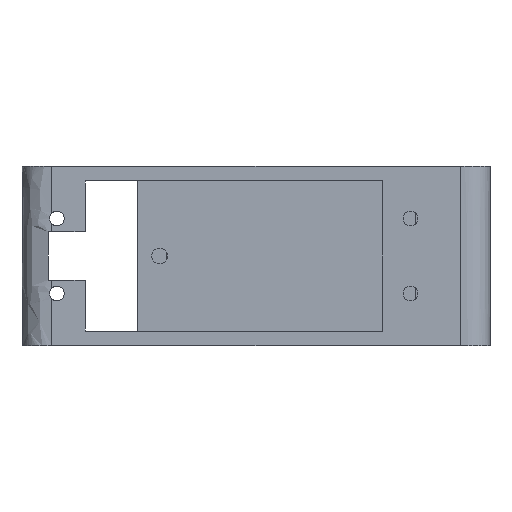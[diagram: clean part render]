
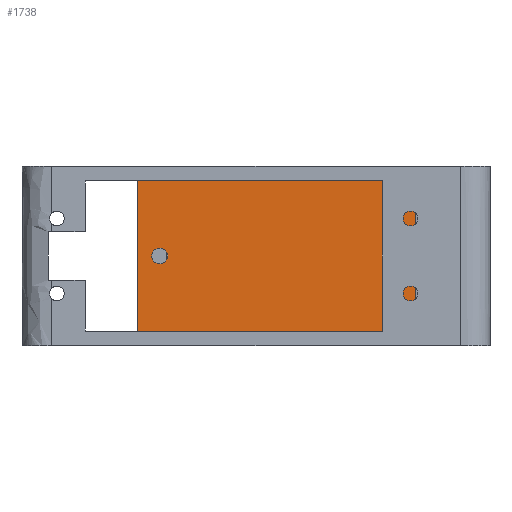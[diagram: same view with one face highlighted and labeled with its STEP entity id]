
A CAD part, front view. The second image highlights one B-rep face of the part: STEP entity #1738.
In plain terms, the highlighted planar face has unit normal (0, -1, 0).
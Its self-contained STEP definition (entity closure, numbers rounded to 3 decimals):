
#25=FACE_BOUND('',#229,.T.);
#42=CIRCLE('',#1843,1.075);
#58=PLANE('',#1842);
#138=FACE_OUTER_BOUND('',#228,.T.);
#228=EDGE_LOOP('',(#1295,#1296,#1297,#1298));
#229=EDGE_LOOP('',(#1299));
#323=LINE('',#2571,#543);
#343=LINE('',#2747,#563);
#351=LINE('',#2998,#571);
#353=LINE('',#3001,#573);
#543=VECTOR('',#1941,10.);
#563=VECTOR('',#1979,10.);
#571=VECTOR('',#1993,10.);
#573=VECTOR('',#1997,10.);
#789=VERTEX_POINT('',#2547);
#790=VERTEX_POINT('',#2570);
#812=VERTEX_POINT('',#2744);
#813=VERTEX_POINT('',#2746);
#822=VERTEX_POINT('',#3002);
#962=EDGE_CURVE('',#789,#790,#323,.T.);
#990=EDGE_CURVE('',#813,#812,#343,.T.);
#1007=EDGE_CURVE('',#813,#789,#351,.T.);
#1009=EDGE_CURVE('',#790,#812,#353,.T.);
#1010=EDGE_CURVE('',#822,#822,#42,.T.);
#1295=ORIENTED_EDGE('',*,*,#1007,.F.);
#1296=ORIENTED_EDGE('',*,*,#990,.T.);
#1297=ORIENTED_EDGE('',*,*,#1009,.F.);
#1298=ORIENTED_EDGE('',*,*,#962,.F.);
#1299=ORIENTED_EDGE('',*,*,#1010,.T.);
#1738=ADVANCED_FACE('',(#138,#25),#58,.T.);
#1842=AXIS2_PLACEMENT_3D('',#3000,#1995,#1996);
#1843=AXIS2_PLACEMENT_3D('',#3003,#1998,#1999);
#1941=DIRECTION('',(-1.,0.,0.));
#1979=DIRECTION('',(-1.,0.,0.));
#1993=DIRECTION('',(0.,0.,-1.));
#1995=DIRECTION('center_axis',(0.,-1.,0.));
#1996=DIRECTION('ref_axis',(0.,0.,1.));
#1997=DIRECTION('',(0.,0.,1.));
#1998=DIRECTION('center_axis',(0.,1.,0.));
#1999=DIRECTION('ref_axis',(-1.,0.,0.));
#2547=CARTESIAN_POINT('',(-10.,100.,-12.1));
#2570=CARTESIAN_POINT('',(-47.5,100.,-12.1));
#2571=CARTESIAN_POINT('',(-6.,100.,-12.1));
#2744=CARTESIAN_POINT('',(-47.5,100.,12.1));
#2746=CARTESIAN_POINT('',(-10.,100.,12.1));
#2747=CARTESIAN_POINT('',(-6.,100.,12.1));
#2998=CARTESIAN_POINT('',(-10.,100.,-6.05));
#3000=CARTESIAN_POINT('Origin',(-6.,100.,-12.1));
#3001=CARTESIAN_POINT('',(-47.5,100.,12.1));
#3002=CARTESIAN_POINT('',(-43.375,100.,0.));
#3003=CARTESIAN_POINT('Origin',(-44.45,100.,0.));
